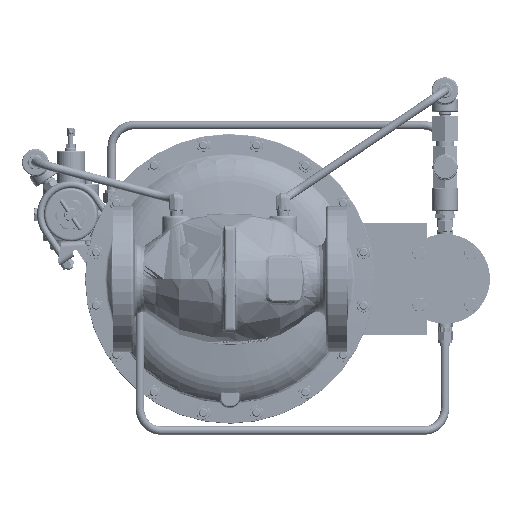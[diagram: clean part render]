
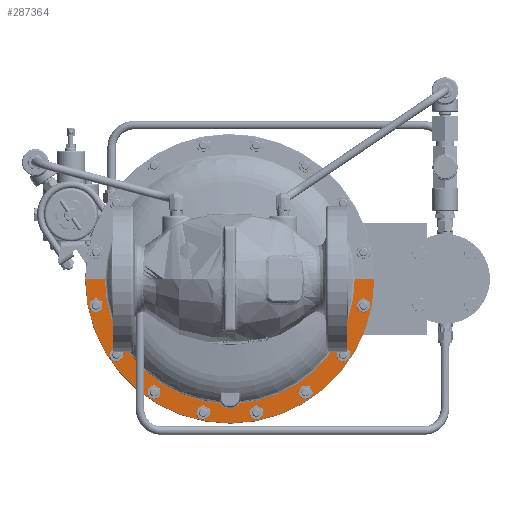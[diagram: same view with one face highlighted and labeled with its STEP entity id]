
A CAD part, front view. The second image highlights one B-rep face of the part: STEP entity #287364.
In plain terms, the highlighted conical face has half-angle 88 degrees and reference radius 166.291 mm.
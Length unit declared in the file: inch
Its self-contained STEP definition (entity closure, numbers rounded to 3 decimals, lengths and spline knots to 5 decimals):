
#382 = EDGE_LOOP ( 'NONE', ( #338190, #28048, #417569, #101901, #179152, #349790, #431644, #195559 ) ) ;
#2406 = CARTESIAN_POINT ( 'NONE',  ( -0.37806, 9.68436, -5.59859 ) ) ;
#3708 = CARTESIAN_POINT ( 'NONE',  ( -0.42182, 9.68227, -5.53549 ) ) ;
#8527 = CARTESIAN_POINT ( 'NONE',  ( 0.07541, 9.68913, -5.74731 ) ) ;
#11724 = CARTESIAN_POINT ( 'NONE',  ( 0.18791, 9.68843, -5.72489 ) ) ;
#21549 = CARTESIAN_POINT ( 'NONE',  ( -0.03673, 9.68913, -5.7477 ) ) ;
#27858 = DIRECTION ( 'NONE',  ( -0.999, 0.035, 0. ) ) ;
#28048 = ORIENTED_EDGE ( 'NONE', *, *, #214820, .T. ) ;
#34705 = CARTESIAN_POINT ( 'NONE',  ( -0.42182, 9.68227, -5.53549 ) ) ;
#35566 = DIRECTION ( 'NONE',  ( 0., 1., 0. ) ) ;
#36276 = CARTESIAN_POINT ( 'NONE',  ( -0.13232, 9.6889, -5.73981 ) ) ;
#40719 = EDGE_CURVE ( 'NONE', #301777, #305386, #337785, .T. ) ;
#41033 = CARTESIAN_POINT ( 'NONE',  ( -0.1135, 9.689, -5.74313 ) ) ;
#42373 = CARTESIAN_POINT ( 'NONE',  ( 0.40189, 9.68338, -5.56871 ) ) ;
#45962 = DIRECTION ( 'NONE',  ( 0., 1., 0. ) ) ;
#46040 = CARTESIAN_POINT ( 'NONE',  ( -6.42196, 9.71267, 0. ) ) ;
#46742 = VERTEX_POINT ( 'NONE', #225558 ) ;
#50489 = CIRCLE ( 'NONE', #345471, 5.55153 ) ;
#54775 = VERTEX_POINT ( 'NONE', #441073 ) ;
#61683 = CARTESIAN_POINT ( 'NONE',  ( -6.54687, 9.71703, 0. ) ) ;
#76481 = CARTESIAN_POINT ( 'NONE',  ( -0.07541, 9.68913, -5.74731 ) ) ;
#82420 = EDGE_CURVE ( 'NONE', #322953, #367881, #228374, .T. ) ;
#82602 = CARTESIAN_POINT ( 'NONE',  ( 0.29083, 9.68681, -5.67393 ) ) ;
#84181 = CARTESIAN_POINT ( 'NONE',  ( 0.13232, 9.6889, -5.73981 ) ) ;
#99262 = DIRECTION ( 'NONE',  ( 1., 0., 0. ) ) ;
#101901 = ORIENTED_EDGE ( 'NONE', *, *, #168961, .F. ) ;
#102951 = EDGE_CURVE ( 'NONE', #54775, #354529, #180008, .T. ) ;
#110347 = CARTESIAN_POINT ( 'NONE',  ( -0.18791, 9.68843, -5.72489 ) ) ;
#111945 = CARTESIAN_POINT ( 'NONE',  ( -0.22391, 9.68799, -5.71083 ) ) ;
#116475 = CARTESIAN_POINT ( 'NONE',  ( 0.33665, 9.68566, -5.63855 ) ) ;
#121242 = CARTESIAN_POINT ( 'NONE',  ( 0.27472, 9.68714, -5.68423 ) ) ;
#123245 = VECTOR ( 'NONE', #27858, 39.37008 ) ;
#146669 = VECTOR ( 'NONE', #206187, 39.37008 ) ;
#148230 = CARTESIAN_POINT ( 'NONE',  ( 0., 9.68227, 0. ) ) ;
#168961 = EDGE_CURVE ( 'NONE', #46742, #305386, #457951, .T. ) ;
#179152 = ORIENTED_EDGE ( 'NONE', *, *, #438195, .T. ) ;
#180008 = CIRCLE ( 'NONE', #275623, 5.74782 ) ;
#182771 = CARTESIAN_POINT ( 'NONE',  ( -0.33665, 9.68566, -5.63855 ) ) ;
#189182 = CARTESIAN_POINT ( 'NONE',  ( -0.32177, 9.68607, -5.65112 ) ) ;
#190520 = CARTESIAN_POINT ( 'NONE',  ( 0.37806, 9.68436, -5.59859 ) ) ;
#195559 = ORIENTED_EDGE ( 'NONE', *, *, #450660, .T. ) ;
#199093 = CARTESIAN_POINT ( 'NONE',  ( 6.42196, 9.71267, 0. ) ) ;
#199811 = DIRECTION ( 'NONE',  ( -1., 0., 0. ) ) ;
#206187 = DIRECTION ( 'NONE',  ( 0.999, 0.035, 0. ) ) ;
#210475 = DIRECTION ( 'NONE',  ( 0., 1., 0. ) ) ;
#214820 = EDGE_CURVE ( 'NONE', #367881, #301777, #388142, .T. ) ;
#224727 = CARTESIAN_POINT ( 'NONE',  ( -0.40189, 9.68338, -5.56871 ) ) ;
#225558 = CARTESIAN_POINT ( 'NONE',  ( 5.55153, 9.68227, 0. ) ) ;
#228374 = CIRCLE ( 'NONE', #374540, 5.55153 ) ;
#230844 = CARTESIAN_POINT ( 'NONE',  ( 0.32177, 9.68607, -5.65112 ) ) ;
#247438 = AXIS2_PLACEMENT_3D ( 'NONE', #422180, #420604, #199811 ) ;
#253229 = B_SPLINE_CURVE_WITH_KNOTS ( 'NONE', 3,
 ( #372929, #295808, #76481, #41033, #36276, #476139, #110347, #111945, #261866, #477748, #369768, #189182, #182771, #2406, #224727, #34705 ),
 .UNSPECIFIED., .F., .F.,
 ( 4, 2, 2, 2, 2, 2, 2, 4 ),
 ( 0.00856, 0.01003, 0.0115, 0.01298, 0.01445, 0.01592, 0.0174, 0.02034 ),
 .UNSPECIFIED. ) ;
#257948 = DIRECTION ( 'NONE',  ( 1., 0., 0. ) ) ;
#261866 = CARTESIAN_POINT ( 'NONE',  ( -0.24127, 9.68773, -5.70268 ) ) ;
#263194 = CARTESIAN_POINT ( 'NONE',  ( 0.42182, 9.68227, -5.53549 ) ) ;
#264787 = CARTESIAN_POINT ( 'NONE',  ( 0.05598, 9.68915, -5.74815 ) ) ;
#266380 = CARTESIAN_POINT ( 'NONE',  ( 0.22391, 9.68799, -5.71083 ) ) ;
#266416 = DIRECTION ( 'NONE',  ( 1., 0., 0. ) ) ;
#269438 = CARTESIAN_POINT ( 'NONE',  ( -5.55153, 9.68227, 0. ) ) ;
#271200 = DIRECTION ( 'NONE',  ( 0., 1., 0. ) ) ;
#274747 = CONICAL_SURFACE ( 'NONE', #452358, 6.54687, 1.536 ) ;
#275623 = AXIS2_PLACEMENT_3D ( 'NONE', #339240, #45962, #337678 ) ;
#287364 = ADVANCED_FACE ( 'NONE', ( #401244 ), #274747, .T. ) ;
#295808 = CARTESIAN_POINT ( 'NONE',  ( -0.05598, 9.68915, -5.74815 ) ) ;
#301777 = VERTEX_POINT ( 'NONE', #46040 ) ;
#301939 = CARTESIAN_POINT ( 'NONE',  ( 0., 9.68227, 0. ) ) ;
#305386 = VERTEX_POINT ( 'NONE', #199093 ) ;
#310844 = EDGE_CURVE ( 'NONE', #470036, #54775, #424520, .T. ) ;
#322953 = VERTEX_POINT ( 'NONE', #3708 ) ;
#336953 = CARTESIAN_POINT ( 'NONE',  ( 0.42182, 9.68227, -5.53549 ) ) ;
#337678 = DIRECTION ( 'NONE',  ( -1., 0., 0. ) ) ;
#337785 = CIRCLE ( 'NONE', #247438, 6.42196 ) ;
#338190 = ORIENTED_EDGE ( 'NONE', *, *, #82420, .T. ) ;
#338846 = CARTESIAN_POINT ( 'NONE',  ( 0.03673, 9.68913, -5.7477 ) ) ;
#339240 = CARTESIAN_POINT ( 'NONE',  ( 0., 9.68913, 0. ) ) ;
#340419 = CARTESIAN_POINT ( 'NONE',  ( 0.24127, 9.68773, -5.70268 ) ) ;
#345471 = AXIS2_PLACEMENT_3D ( 'NONE', #148230, #35566, #257948 ) ;
#349790 = ORIENTED_EDGE ( 'NONE', *, *, #310844, .T. ) ;
#354529 = VERTEX_POINT ( 'NONE', #21549 ) ;
#355567 = CARTESIAN_POINT ( 'NONE',  ( 0., 9.71703, 0. ) ) ;
#367881 = VERTEX_POINT ( 'NONE', #269438 ) ;
#369768 = CARTESIAN_POINT ( 'NONE',  ( -0.29083, 9.68681, -5.67393 ) ) ;
#372929 = CARTESIAN_POINT ( 'NONE',  ( -0.03673, 9.68913, -5.7477 ) ) ;
#374540 = AXIS2_PLACEMENT_3D ( 'NONE', #301939, #271200, #266416 ) ;
#377476 = CARTESIAN_POINT ( 'NONE',  ( 0.16948, 9.68862, -5.73071 ) ) ;
#388142 = LINE ( 'NONE', #61683, #123245 ) ;
#401244 = FACE_OUTER_BOUND ( 'NONE', #382, .T. ) ;
#411296 = CARTESIAN_POINT ( 'NONE',  ( 0.1135, 9.689, -5.74313 ) ) ;
#417569 = ORIENTED_EDGE ( 'NONE', *, *, #40719, .T. ) ;
#420604 = DIRECTION ( 'NONE',  ( 0., -1., 0. ) ) ;
#422180 = CARTESIAN_POINT ( 'NONE',  ( 0., 9.71267, 0. ) ) ;
#424520 = B_SPLINE_CURVE_WITH_KNOTS ( 'NONE', 3,
 ( #263194, #42373, #190520, #116475, #230844, #82602, #121242, #340419, #266380, #11724, #377476, #84181, #411296, #8527, #264787, #338846 ),
 .UNSPECIFIED., .F., .F.,
 ( 4, 2, 2, 2, 2, 2, 2, 4 ),
 ( 0., 0.00291, 0.00437, 0.00582, 0.00728, 0.00873, 0.01019, 0.01165 ),
 .UNSPECIFIED. ) ;
#428530 = CARTESIAN_POINT ( 'NONE',  ( 6.54688, 9.71703, 0. ) ) ;
#431644 = ORIENTED_EDGE ( 'NONE', *, *, #102951, .T. ) ;
#438195 = EDGE_CURVE ( 'NONE', #46742, #470036, #50489, .T. ) ;
#441073 = CARTESIAN_POINT ( 'NONE',  ( 0.03673, 9.68913, -5.7477 ) ) ;
#450660 = EDGE_CURVE ( 'NONE', #354529, #322953, #253229, .T. ) ;
#452358 = AXIS2_PLACEMENT_3D ( 'NONE', #355567, #210475, #99262 ) ;
#457951 = LINE ( 'NONE', #428530, #146669 ) ;
#470036 = VERTEX_POINT ( 'NONE', #336953 ) ;
#476139 = CARTESIAN_POINT ( 'NONE',  ( -0.16948, 9.68862, -5.73071 ) ) ;
#477748 = CARTESIAN_POINT ( 'NONE',  ( -0.27472, 9.68714, -5.68423 ) ) ;
